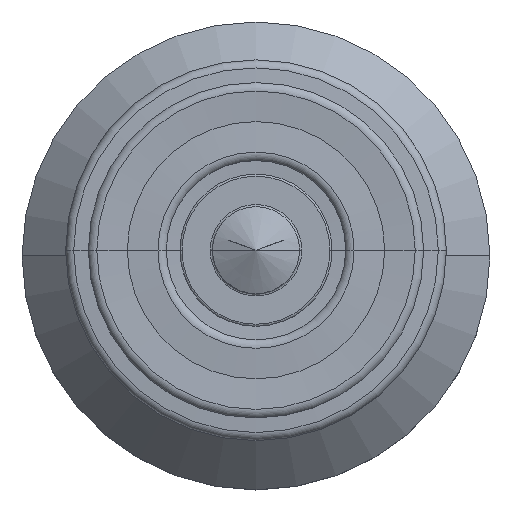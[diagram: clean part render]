
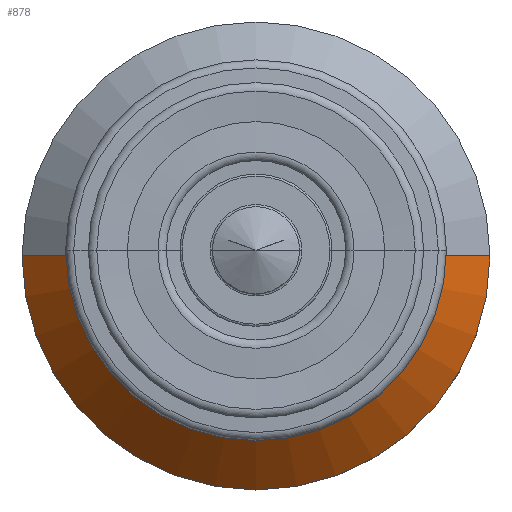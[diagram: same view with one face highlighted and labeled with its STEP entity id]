
A CAD part, top view. The second image highlights one B-rep face of the part: STEP entity #878.
In plain terms, the highlighted conical face has half-angle 45 degrees and reference radius 16.75 mm.
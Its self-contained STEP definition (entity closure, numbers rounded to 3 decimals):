
#32 = DIRECTION ( 'NONE',  ( -0.707, 0., -0.707 ) ) ;
#38 = EDGE_CURVE ( 'NONE', #1630, #1665, #1209, .T. ) ;
#46 = EDGE_CURVE ( 'NONE', #1359, #1868, #355, .T. ) ;
#81 = ORIENTED_EDGE ( 'NONE', *, *, #46, .T. ) ;
#208 = CARTESIAN_POINT ( 'NONE',  ( 0., 0., 12.75 ) ) ;
#248 = DIRECTION ( 'NONE',  ( 0., 0., 1. ) ) ;
#292 = EDGE_CURVE ( 'NONE', #1359, #1630, #1774, .T. ) ;
#355 = LINE ( 'NONE', #1166, #1155 ) ;
#531 = CONICAL_SURFACE ( 'NONE', #1468, 16.75, 0.785 ) ;
#542 = AXIS2_PLACEMENT_3D ( 'NONE', #1354, #1024, #1016 ) ;
#592 = CARTESIAN_POINT ( 'NONE',  ( 0., 0., 12.75 ) ) ;
#612 = ORIENTED_EDGE ( 'NONE', *, *, #38, .F. ) ;
#791 = CARTESIAN_POINT ( 'NONE',  ( 16.75, 0., 12.75 ) ) ;
#845 = CARTESIAN_POINT ( 'NONE',  ( -16.75, 0., 12.75 ) ) ;
#846 = CIRCLE ( 'NONE', #542, 21.5 ) ;
#878 = ADVANCED_FACE ( 'NONE', ( #1451 ), #531, .T. ) ;
#988 = ORIENTED_EDGE ( 'NONE', *, *, #292, .F. ) ;
#1016 = DIRECTION ( 'NONE',  ( 1., 0., 0. ) ) ;
#1024 = DIRECTION ( 'NONE',  ( 0., 0., 1. ) ) ;
#1155 = VECTOR ( 'NONE', #32, 1000. ) ;
#1166 = CARTESIAN_POINT ( 'NONE',  ( -16.75, 0., 12.75 ) ) ;
#1209 = LINE ( 'NONE', #1328, #1996 ) ;
#1300 = AXIS2_PLACEMENT_3D ( 'NONE', #592, #248, #2044 ) ;
#1328 = CARTESIAN_POINT ( 'NONE',  ( 16.75, 0., 12.75 ) ) ;
#1338 = DIRECTION ( 'NONE',  ( 0.707, 0., -0.707 ) ) ;
#1354 = CARTESIAN_POINT ( 'NONE',  ( 0., 0., 8. ) ) ;
#1359 = VERTEX_POINT ( 'NONE', #845 ) ;
#1451 = FACE_OUTER_BOUND ( 'NONE', #1910, .T. ) ;
#1452 = ORIENTED_EDGE ( 'NONE', *, *, #1526, .T. ) ;
#1459 = DIRECTION ( 'NONE',  ( 0., 0., -1. ) ) ;
#1468 = AXIS2_PLACEMENT_3D ( 'NONE', #208, #1459, #1615 ) ;
#1526 = EDGE_CURVE ( 'NONE', #1868, #1665, #846, .T. ) ;
#1615 = DIRECTION ( 'NONE',  ( -1., 0., 0. ) ) ;
#1630 = VERTEX_POINT ( 'NONE', #791 ) ;
#1665 = VERTEX_POINT ( 'NONE', #1892 ) ;
#1774 = CIRCLE ( 'NONE', #1300, 16.75 ) ;
#1868 = VERTEX_POINT ( 'NONE', #1944 ) ;
#1892 = CARTESIAN_POINT ( 'NONE',  ( 21.5, 0., 8. ) ) ;
#1910 = EDGE_LOOP ( 'NONE', ( #612, #988, #81, #1452 ) ) ;
#1944 = CARTESIAN_POINT ( 'NONE',  ( -21.5, 0., 8. ) ) ;
#1996 = VECTOR ( 'NONE', #1338, 1000. ) ;
#2044 = DIRECTION ( 'NONE',  ( 1., 0., 0. ) ) ;
